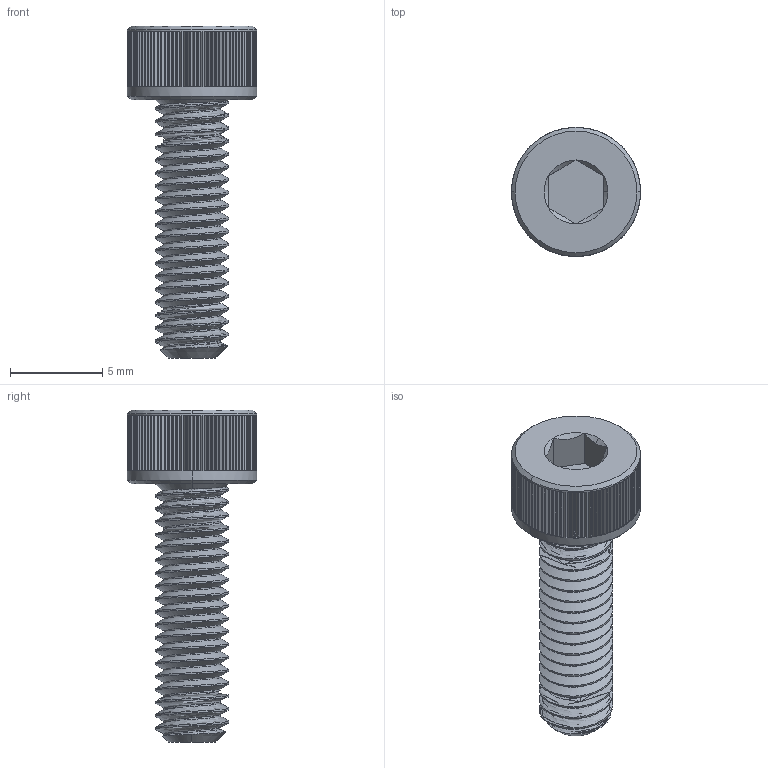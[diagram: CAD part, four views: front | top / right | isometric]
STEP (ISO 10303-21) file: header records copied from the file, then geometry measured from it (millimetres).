
FILE_DESCRIPTION (( 'STEP AP214' ), '1' );
FILE_NAME ('91290A150_Alloy Steel Socket Head Screw.STEP', '2022-09-16T18:12:33', ( '' ), ( '' ), 'SwSTEP 2.0', 'SolidWorks 2022', '' );
FILE_SCHEMA (( 'AUTOMOTIVE_DESIGN' ));
Length unit declared in the file: millimetre
Products named in the file (1): 91290A150_Alloy Steel Socket Head Screw
Bounding box: 7 x 7 x 18 mm (x, y, z)
Volume: 272.4 mm3; surface area: 466.8 mm2
Topology: 1 solids, 1 shells, 456 faces, 1056 edges, 698 vertices
Faces by surface type: plane 394, cylinder 41, cone 18, bspline 3
Entity records: 15376 total; most frequent: CARTESIAN_POINT 4993, ORIENTED_EDGE 2112, DIRECTION 2081, EDGE_CURVE 1056, LINE 737, VECTOR 737, VERTEX_POINT 698, AXIS2_PLACEMENT_3D 672
